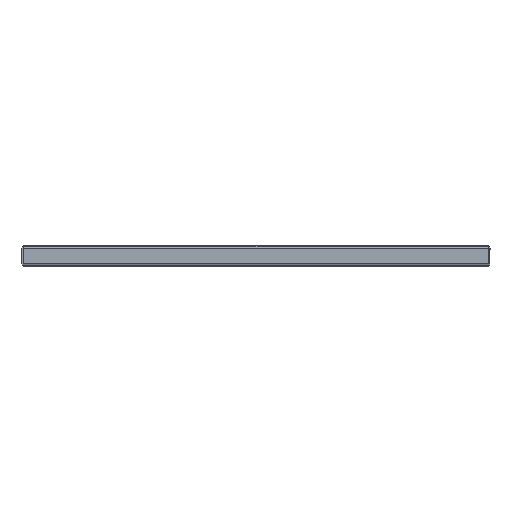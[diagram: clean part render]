
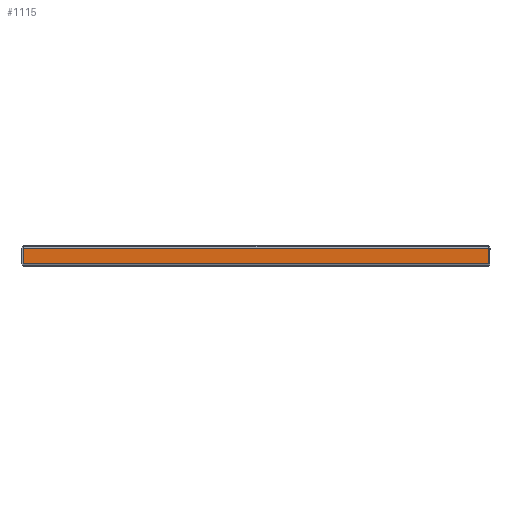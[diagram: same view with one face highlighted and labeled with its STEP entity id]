
A CAD part, left-side view. The second image highlights one B-rep face of the part: STEP entity #1115.
In plain terms, the highlighted planar face has unit normal (-1, 0, 0).
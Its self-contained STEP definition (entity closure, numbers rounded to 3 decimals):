
#156 = ORIENTED_EDGE ( 'NONE', *, *, #3003, .T. ) ;
#513 = FACE_OUTER_BOUND ( 'NONE', #2240, .T. ) ;
#712 = VECTOR ( 'NONE', #742, 1000. ) ;
#742 = DIRECTION ( 'NONE',  ( 0., 1., 0. ) ) ;
#826 = CARTESIAN_POINT ( 'NONE',  ( 0., 1.707, 14.5 ) ) ;
#863 = VERTEX_POINT ( 'NONE', #2486 ) ;
#993 = EDGE_CURVE ( 'NONE', #1817, #1813, #2733, .T. ) ;
#1074 = CARTESIAN_POINT ( 'NONE',  ( 0., 1.141, 1. ) ) ;
#1115 = ADVANCED_FACE ( 'NONE', ( #513 ), #1766, .F. ) ;
#1502 = CARTESIAN_POINT ( 'NONE',  ( 0., 1.141, 14.5 ) ) ;
#1550 = ORIENTED_EDGE ( 'NONE', *, *, #993, .T. ) ;
#1631 = LINE ( 'NONE', #2900, #712 ) ;
#1766 = PLANE ( 'NONE',  #2025 ) ;
#1794 = LINE ( 'NONE', #3716, #2422 ) ;
#1813 = VERTEX_POINT ( 'NONE', #2427 ) ;
#1817 = VERTEX_POINT ( 'NONE', #1502 ) ;
#1826 = EDGE_CURVE ( 'NONE', #863, #1813, #1794, .T. ) ;
#2004 = DIRECTION ( 'NONE',  ( 0., 0., 1. ) ) ;
#2025 = AXIS2_PLACEMENT_3D ( 'NONE', #2395, #3686, #3650 ) ;
#2240 = EDGE_LOOP ( 'NONE', ( #1550, #3456, #2442, #156 ) ) ;
#2395 = CARTESIAN_POINT ( 'NONE',  ( 0., 0., 0. ) ) ;
#2422 = VECTOR ( 'NONE', #2468, 1000. ) ;
#2427 = CARTESIAN_POINT ( 'NONE',  ( 0., 397.859, 14.5 ) ) ;
#2442 = ORIENTED_EDGE ( 'NONE', *, *, #2585, .F. ) ;
#2468 = DIRECTION ( 'NONE',  ( 0., 0., 1. ) ) ;
#2486 = CARTESIAN_POINT ( 'NONE',  ( 0., 397.859, 1. ) ) ;
#2557 = VECTOR ( 'NONE', #4129, 1000. ) ;
#2585 = EDGE_CURVE ( 'NONE', #3660, #863, #1631, .T. ) ;
#2733 = LINE ( 'NONE', #826, #2557 ) ;
#2900 = CARTESIAN_POINT ( 'NONE',  ( 0., 399., 1. ) ) ;
#3003 = EDGE_CURVE ( 'NONE', #3660, #1817, #3594, .T. ) ;
#3036 = CARTESIAN_POINT ( 'NONE',  ( 0., 1.141, 1. ) ) ;
#3456 = ORIENTED_EDGE ( 'NONE', *, *, #1826, .F. ) ;
#3594 = LINE ( 'NONE', #3036, #4037 ) ;
#3650 = DIRECTION ( 'NONE',  ( 0., 0., -1. ) ) ;
#3660 = VERTEX_POINT ( 'NONE', #1074 ) ;
#3686 = DIRECTION ( 'NONE',  ( 1., 0., 0. ) ) ;
#3716 = CARTESIAN_POINT ( 'NONE',  ( 0., 397.859, 1. ) ) ;
#4037 = VECTOR ( 'NONE', #2004, 1000. ) ;
#4129 = DIRECTION ( 'NONE',  ( 0., 1., 0. ) ) ;
